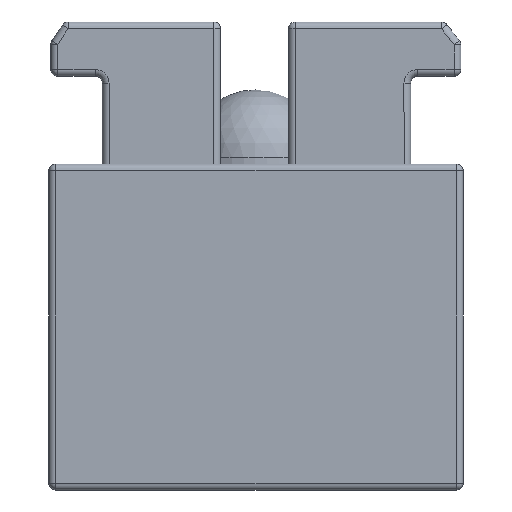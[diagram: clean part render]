
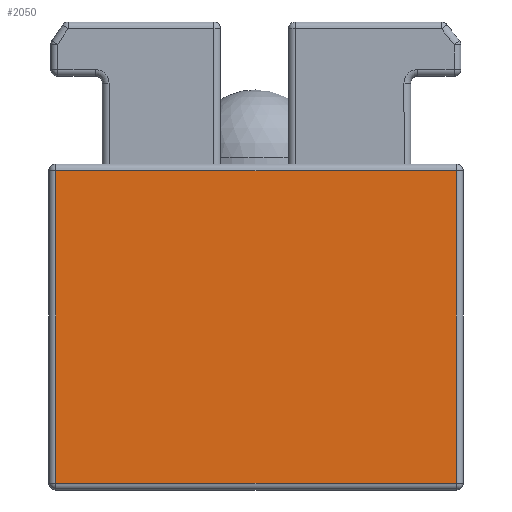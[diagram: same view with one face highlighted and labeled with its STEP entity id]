
A CAD part, front view. The second image highlights one B-rep face of the part: STEP entity #2050.
In plain terms, the highlighted planar face has unit normal (0, -1, 0).
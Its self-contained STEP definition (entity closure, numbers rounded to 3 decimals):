
#324=FACE_OUTER_BOUND('',#467,.T.);
#467=EDGE_LOOP('',(#1546,#1547,#1548,#1549));
#596=LINE('',#3381,#755);
#598=LINE('',#3384,#757);
#603=LINE('',#3392,#762);
#607=LINE('',#3399,#766);
#755=VECTOR('',#2672,10.);
#757=VECTOR('',#2676,10.);
#762=VECTOR('',#2687,10.);
#766=VECTOR('',#2697,10.);
#921=VERTEX_POINT('',#3331);
#928=VERTEX_POINT('',#3350);
#932=VERTEX_POINT('',#3359);
#938=VERTEX_POINT('',#3376);
#1138=EDGE_CURVE('',#928,#938,#596,.T.);
#1140=EDGE_CURVE('',#938,#932,#598,.T.);
#1145=EDGE_CURVE('',#932,#921,#603,.T.);
#1149=EDGE_CURVE('',#921,#928,#607,.T.);
#1546=ORIENTED_EDGE('',*,*,#1138,.F.);
#1547=ORIENTED_EDGE('',*,*,#1149,.F.);
#1548=ORIENTED_EDGE('',*,*,#1145,.F.);
#1549=ORIENTED_EDGE('',*,*,#1140,.F.);
#1975=PLANE('',#2262);
#2050=ADVANCED_FACE('',(#324),#1975,.T.);
#2262=AXIS2_PLACEMENT_3D('',#3409,#2711,#2712);
#2672=DIRECTION('',(-1.,0.,0.));
#2676=DIRECTION('',(0.,0.,1.));
#2687=DIRECTION('',(1.,0.,0.));
#2697=DIRECTION('',(0.,0.,-1.));
#2711=DIRECTION('center_axis',(0.,-1.,0.));
#2712=DIRECTION('ref_axis',(1.,0.,0.));
#3331=CARTESIAN_POINT('',(-19.766,7.111,11.7));
#3350=CARTESIAN_POINT('',(-19.766,7.111,7.1));
#3359=CARTESIAN_POINT('',(-25.666,7.111,11.7));
#3376=CARTESIAN_POINT('',(-25.666,7.111,7.1));
#3381=CARTESIAN_POINT('',(-24.241,7.111,7.1));
#3384=CARTESIAN_POINT('',(-25.666,7.111,7.));
#3392=CARTESIAN_POINT('',(-24.241,7.111,11.7));
#3399=CARTESIAN_POINT('',(-19.766,7.111,7.));
#3409=CARTESIAN_POINT('Origin',(-25.766,7.111,7.));
